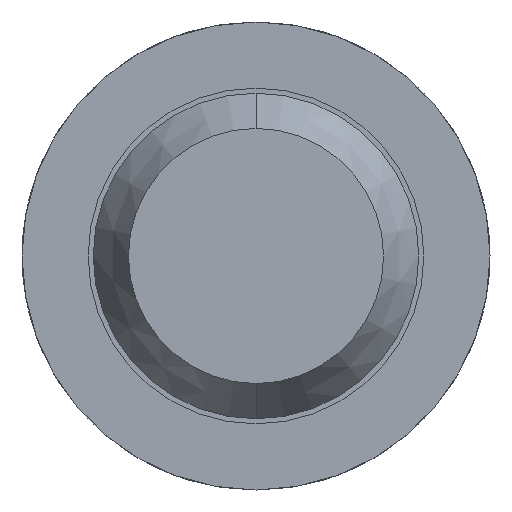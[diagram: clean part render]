
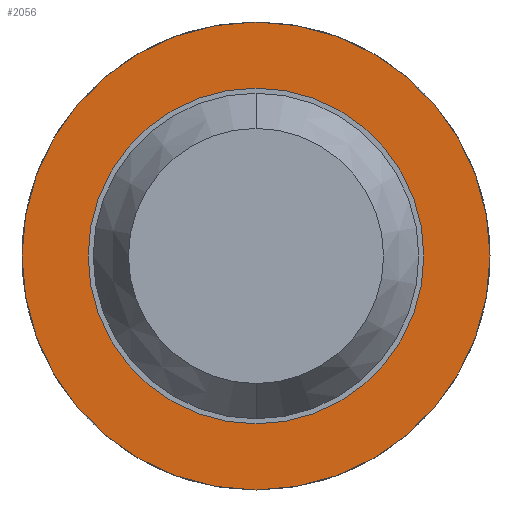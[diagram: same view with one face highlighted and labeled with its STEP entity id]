
A CAD part, front view. The second image highlights one B-rep face of the part: STEP entity #2056.
In plain terms, the highlighted planar face has unit normal (0, -1, 0).
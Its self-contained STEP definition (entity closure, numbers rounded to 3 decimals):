
#248 = EDGE_CURVE ( 'NONE', #2577, #593, #1873, .T. ) ;
#263 = ORIENTED_EDGE ( 'NONE', *, *, #4966, .F. ) ;
#307 = FACE_OUTER_BOUND ( 'NONE', #4996, .T. ) ;
#593 = VERTEX_POINT ( 'NONE', #5234 ) ;
#636 = DIRECTION ( 'NONE',  ( 0., 0., 1. ) ) ;
#832 = VERTEX_POINT ( 'NONE', #2630 ) ;
#891 = AXIS2_PLACEMENT_3D ( 'NONE', #1697, #4499, #1729 ) ;
#928 = ORIENTED_EDGE ( 'NONE', *, *, #2284, .T. ) ;
#949 = CARTESIAN_POINT ( 'NONE',  ( 0.825, -1.7, 0. ) ) ;
#997 = DIRECTION ( 'NONE',  ( 0., 0., 1. ) ) ;
#1050 = AXIS2_PLACEMENT_3D ( 'NONE', #5127, #4318, #5155 ) ;
#1313 = CIRCLE ( 'NONE', #4754, 1.15 ) ;
#1697 = CARTESIAN_POINT ( 'NONE',  ( 0., -1.7, 0. ) ) ;
#1716 = VERTEX_POINT ( 'NONE', #2725 ) ;
#1729 = DIRECTION ( 'NONE',  ( 0., 0., 1. ) ) ;
#1873 = CIRCLE ( 'NONE', #891, 1.15 ) ;
#2056 = ADVANCED_FACE ( 'NONE', ( #307, #5210 ), #5070, .F. ) ;
#2284 = EDGE_CURVE ( 'NONE', #1716, #832, #3790, .T. ) ;
#2542 = CARTESIAN_POINT ( 'NONE',  ( 0., -1.7, -1.15 ) ) ;
#2577 = VERTEX_POINT ( 'NONE', #2542 ) ;
#2592 = DIRECTION ( 'NONE',  ( 0., 1., 0. ) ) ;
#2630 = CARTESIAN_POINT ( 'NONE',  ( 0., -1.7, 0.825 ) ) ;
#2725 = CARTESIAN_POINT ( 'NONE',  ( 0., -1.7, -0.825 ) ) ;
#2734 = DIRECTION ( 'NONE',  ( 0., 1., 0. ) ) ;
#2972 = DIRECTION ( 'NONE',  ( 0., 0., 1. ) ) ;
#3025 = AXIS2_PLACEMENT_3D ( 'NONE', #949, #4162, #997 ) ;
#3379 = CARTESIAN_POINT ( 'NONE',  ( 0., -1.7, 0. ) ) ;
#3482 = AXIS2_PLACEMENT_3D ( 'NONE', #4691, #2734, #636 ) ;
#3663 = ORIENTED_EDGE ( 'NONE', *, *, #4173, .T. ) ;
#3790 = CIRCLE ( 'NONE', #3482, 0.825 ) ;
#3874 = EDGE_LOOP ( 'NONE', ( #3663, #928 ) ) ;
#4162 = DIRECTION ( 'NONE',  ( 0., 1., 0. ) ) ;
#4173 = EDGE_CURVE ( 'NONE', #832, #1716, #4580, .T. ) ;
#4318 = DIRECTION ( 'NONE',  ( 0., 1., 0. ) ) ;
#4479 = ORIENTED_EDGE ( 'NONE', *, *, #248, .F. ) ;
#4499 = DIRECTION ( 'NONE',  ( 0., 1., 0. ) ) ;
#4580 = CIRCLE ( 'NONE', #1050, 0.825 ) ;
#4691 = CARTESIAN_POINT ( 'NONE',  ( 0., -1.7, 0. ) ) ;
#4754 = AXIS2_PLACEMENT_3D ( 'NONE', #3379, #2592, #2972 ) ;
#4966 = EDGE_CURVE ( 'NONE', #593, #2577, #1313, .T. ) ;
#4996 = EDGE_LOOP ( 'NONE', ( #263, #4479 ) ) ;
#5070 = PLANE ( 'NONE',  #3025 ) ;
#5127 = CARTESIAN_POINT ( 'NONE',  ( 0., -1.7, 0. ) ) ;
#5155 = DIRECTION ( 'NONE',  ( 0., 0., 1. ) ) ;
#5210 = FACE_BOUND ( 'NONE', #3874, .T. ) ;
#5234 = CARTESIAN_POINT ( 'NONE',  ( 0., -1.7, 1.15 ) ) ;
